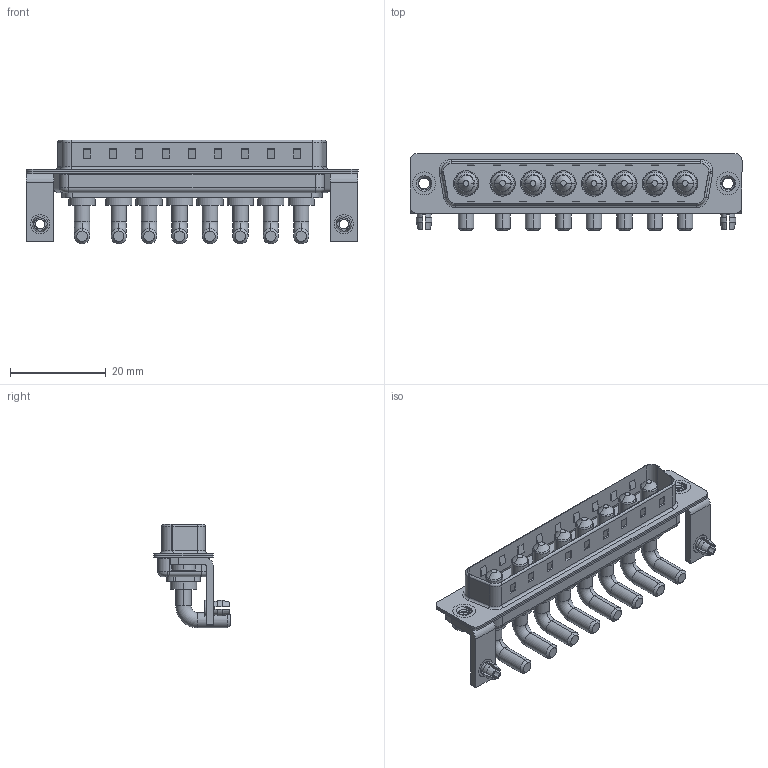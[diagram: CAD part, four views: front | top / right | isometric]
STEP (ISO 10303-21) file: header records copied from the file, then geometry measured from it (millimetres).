
FILE_DESCRIPTION (( 'STEP AP203' ), '1' );
FILE_NAME ('629-8W8-240-3NB.STEP', '2022-05-14T05:00:03', ( '' ), ( '' ), 'SwSTEP 2.0', 'SolidWorks 2020', '' );
FILE_SCHEMA (( 'CONFIG_CONTROL_DESIGN' ));
Length unit declared in the file: millimetre
Products named in the file (8): 629Combo Board Lock; 629Combo Shell Rear_37 Contacts; 629Combo Threaded Rivet_2; 629Combo Housing_8W8; Power Pin_30A RA; 629Combo Stabilizer Bracket; 629Combo Shell Front_37 Contacts; 629-8W8-240-3NB
Assembly tree (17 placements, depth 2):
  629-8W8-240-3NB
    629Combo Housing_8W8
    629Combo Shell Rear_37 Contacts
    629Combo Shell Front_37 Contacts
    629Combo Threaded Rivet_2  x2
    629Combo Stabilizer Bracket  x2
    629Combo Board Lock  x2
    Power Pin_30A RA  x8
Bounding box: 69.4 x 16.05 x 21.7 mm (x, y, z)
Volume: 5447.4 mm3; surface area: 10999.7 mm2
Topology: 25 solids, 25 shells, 896 faces, 2165 edges, 1358 vertices
Faces by surface type: cylinder 365, plane 351, cone 84, torus 82, bspline 14
Entity records: 18616 total; most frequent: CARTESIAN_POINT 4357, DIRECTION 2849, ORIENTED_EDGE 2672, EDGE_CURVE 1336, AXIS2_PLACEMENT_3D 1029, VERTEX_POINT 848, VECTOR 791, LINE 791
